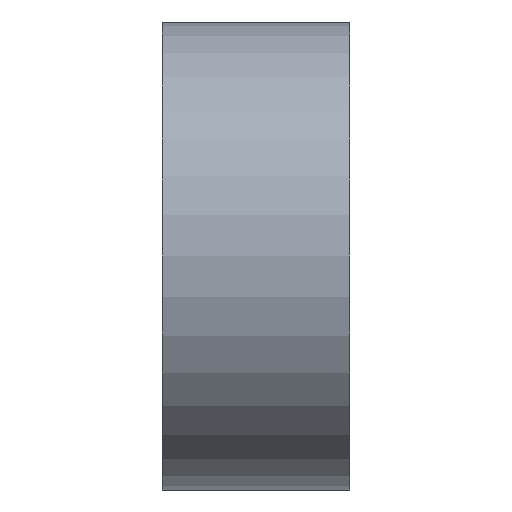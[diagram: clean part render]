
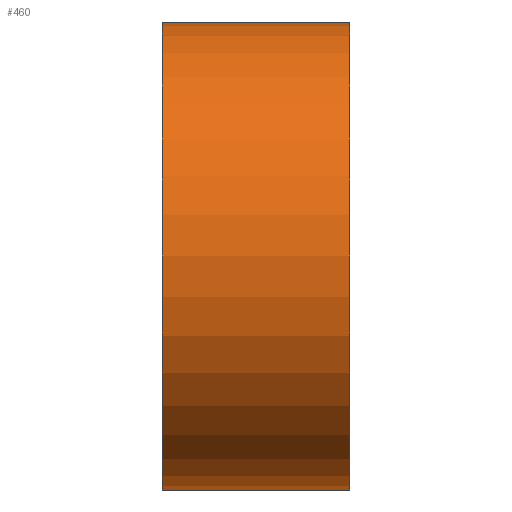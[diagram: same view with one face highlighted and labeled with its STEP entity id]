
A CAD part, left-side view. The second image highlights one B-rep face of the part: STEP entity #460.
In plain terms, the highlighted cylindrical face has radius 10 mm (diameter 20 mm), a partial arc.
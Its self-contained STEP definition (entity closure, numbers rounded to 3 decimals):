
#3 = AXIS2_PLACEMENT_3D ( 'NONE', #607, #311, #351 ) ;
#55 = ORIENTED_EDGE ( 'NONE', *, *, #381, .F. ) ;
#85 = DIRECTION ( 'NONE',  ( 0., -1., 0. ) ) ;
#173 = CARTESIAN_POINT ( 'NONE',  ( -25., -4., 10. ) ) ;
#176 = EDGE_LOOP ( 'NONE', ( #184, #55, #461, #604 ) ) ;
#184 = ORIENTED_EDGE ( 'NONE', *, *, #582, .T. ) ;
#186 = LINE ( 'NONE', #348, #729 ) ;
#192 = VERTEX_POINT ( 'NONE', #708 ) ;
#207 = DIRECTION ( 'NONE',  ( 0., 0., -1. ) ) ;
#217 = DIRECTION ( 'NONE',  ( 0., -1., 0. ) ) ;
#271 = DIRECTION ( 'NONE',  ( 0., -1., 0. ) ) ;
#286 = VERTEX_POINT ( 'NONE', #295 ) ;
#295 = CARTESIAN_POINT ( 'NONE',  ( -25., 4., 10. ) ) ;
#311 = DIRECTION ( 'NONE',  ( 0., 1., 0. ) ) ;
#348 = CARTESIAN_POINT ( 'NONE',  ( -25., 4., -10. ) ) ;
#351 = DIRECTION ( 'NONE',  ( 0., 0., 1. ) ) ;
#381 = EDGE_CURVE ( 'NONE', #286, #682, #673, .T. ) ;
#386 = FACE_OUTER_BOUND ( 'NONE', #176, .T. ) ;
#391 = CARTESIAN_POINT ( 'NONE',  ( -25., 4., 0. ) ) ;
#414 = EDGE_CURVE ( 'NONE', #754, #192, #186, .T. ) ;
#460 = ADVANCED_FACE ( 'NONE', ( #386 ), #752, .T. ) ;
#461 = ORIENTED_EDGE ( 'NONE', *, *, #487, .F. ) ;
#487 = EDGE_CURVE ( 'NONE', #754, #286, #591, .T. ) ;
#512 = DIRECTION ( 'NONE',  ( 0., 1., 0. ) ) ;
#515 = CARTESIAN_POINT ( 'NONE',  ( -25., 4., 0. ) ) ;
#533 = CARTESIAN_POINT ( 'NONE',  ( -25., 4., -10. ) ) ;
#582 = EDGE_CURVE ( 'NONE', #192, #682, #602, .T. ) ;
#591 = CIRCLE ( 'NONE', #641, 10. ) ;
#602 = CIRCLE ( 'NONE', #3, 10. ) ;
#604 = ORIENTED_EDGE ( 'NONE', *, *, #414, .T. ) ;
#607 = CARTESIAN_POINT ( 'NONE',  ( -25., -4., 0. ) ) ;
#635 = AXIS2_PLACEMENT_3D ( 'NONE', #391, #271, #207 ) ;
#641 = AXIS2_PLACEMENT_3D ( 'NONE', #515, #512, #693 ) ;
#643 = VECTOR ( 'NONE', #85, 1000. ) ;
#673 = LINE ( 'NONE', #690, #643 ) ;
#682 = VERTEX_POINT ( 'NONE', #173 ) ;
#690 = CARTESIAN_POINT ( 'NONE',  ( -25., 4., 10. ) ) ;
#693 = DIRECTION ( 'NONE',  ( 0., 0., 1. ) ) ;
#708 = CARTESIAN_POINT ( 'NONE',  ( -25., -4., -10. ) ) ;
#729 = VECTOR ( 'NONE', #217, 1000. ) ;
#752 = CYLINDRICAL_SURFACE ( 'NONE', #635, 10. ) ;
#754 = VERTEX_POINT ( 'NONE', #533 ) ;
